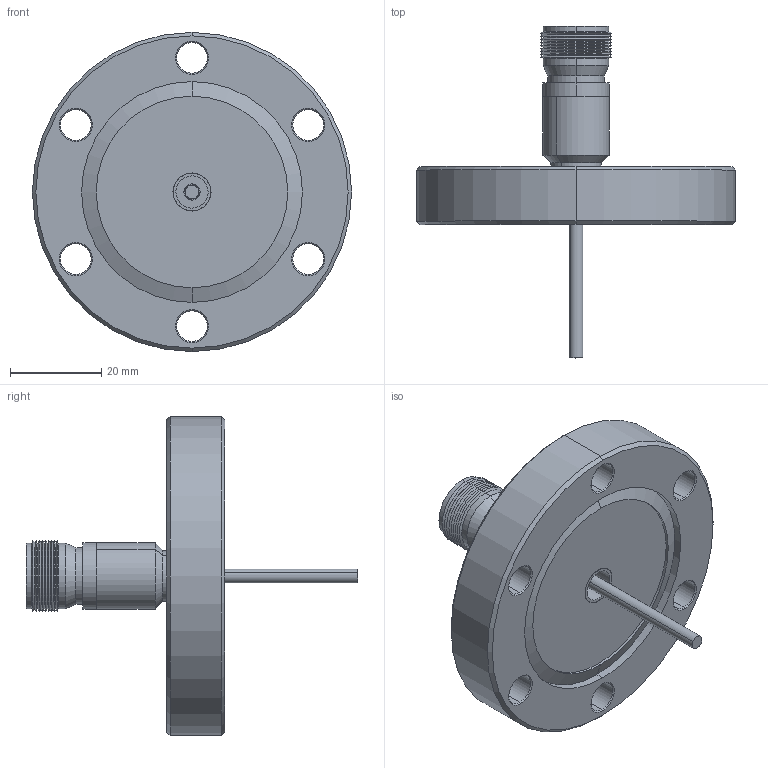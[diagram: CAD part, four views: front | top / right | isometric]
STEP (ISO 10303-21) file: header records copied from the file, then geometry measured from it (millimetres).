
FILE_DESCRIPTION (( 'STEP AP203' ), '1' );
FILE_NAME ('A2714-3-CF.STEP', '2013-11-08T20:29:22', ( '' ), ( '' ), 'SwSTEP 2.0', 'SolidWorks 2012', '' );
FILE_SCHEMA (( 'CONFIG_CONTROL_DESIGN' ));
Length unit declared in the file: inch
Products named in the file (1): A2714-3-CF
Bounding box: 69.85 x 72.63 x 69.85 mm (x, y, z)
Volume: 46251.6 mm3; surface area: 17492 mm2
Topology: 7 solids, 7 shells, 211 faces, 458 edges, 265 vertices
Faces by surface type: cone 102, cylinder 74, plane 35
Entity records: 5821 total; most frequent: DIRECTION 1116, CARTESIAN_POINT 957, ORIENTED_EDGE 912, EDGE_CURVE 456, AXIS2_PLACEMENT_3D 456, VERTEX_POINT 265, CIRCLE 244, EDGE_LOOP 241
